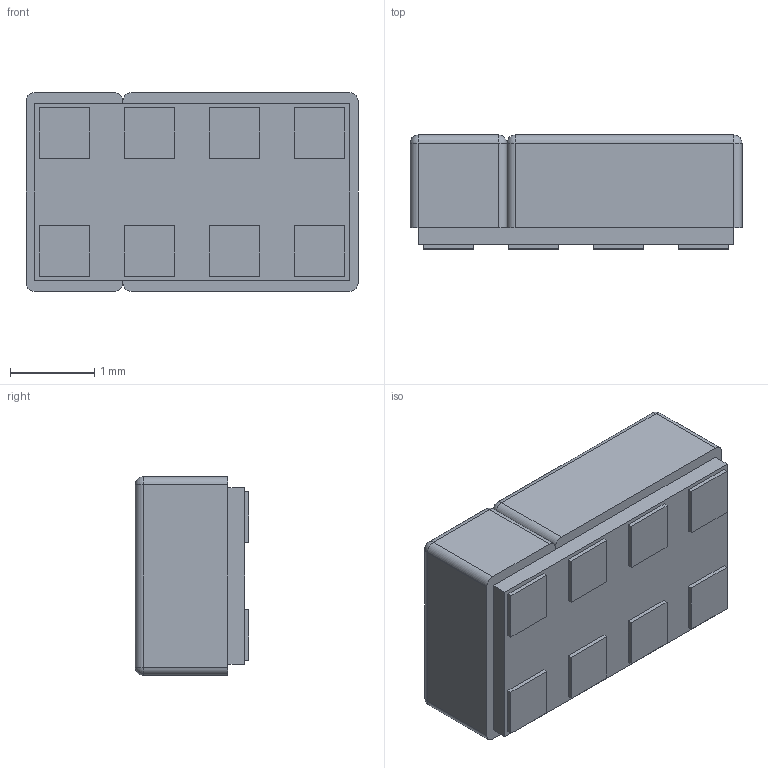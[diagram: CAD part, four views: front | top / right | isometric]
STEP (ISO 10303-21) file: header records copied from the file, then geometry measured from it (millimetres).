
FILE_DESCRIPTION (( 'STEP AP214' ), '1' );
FILE_NAME ('7D0EB837-68E5-4D03-98CC-A67F9EA12DAB.STEP', '2023-04-08T04:51:02', ( '' ), ( '' ), 'SwSTEP 2.0', 'SolidWorks 2022', '' );
FILE_SCHEMA (( 'AUTOMOTIVE_DESIGN' ));
Length unit declared in the file: millimetre
Products named in the file (1): 7D0EB837-68E5-4D03-98CC-A67F9EA12DAB
Bounding box: 3.94 x 1.35 x 2.36 mm (x, y, z)
Volume: 11.6 mm3; surface area: 47.9 mm2
Topology: 2 solids, 2 shells, 88 faces, 213 edges, 128 vertices
Faces by surface type: plane 58, cylinder 20, sphere 10
Entity records: 2988 total; most frequent: DIRECTION 417, CARTESIAN_POINT 415, ORIENTED_EDGE 398, EDGE_CURVE 199, LINE 157, VECTOR 157, AXIS2_PLACEMENT_3D 130, VERTEX_POINT 124
